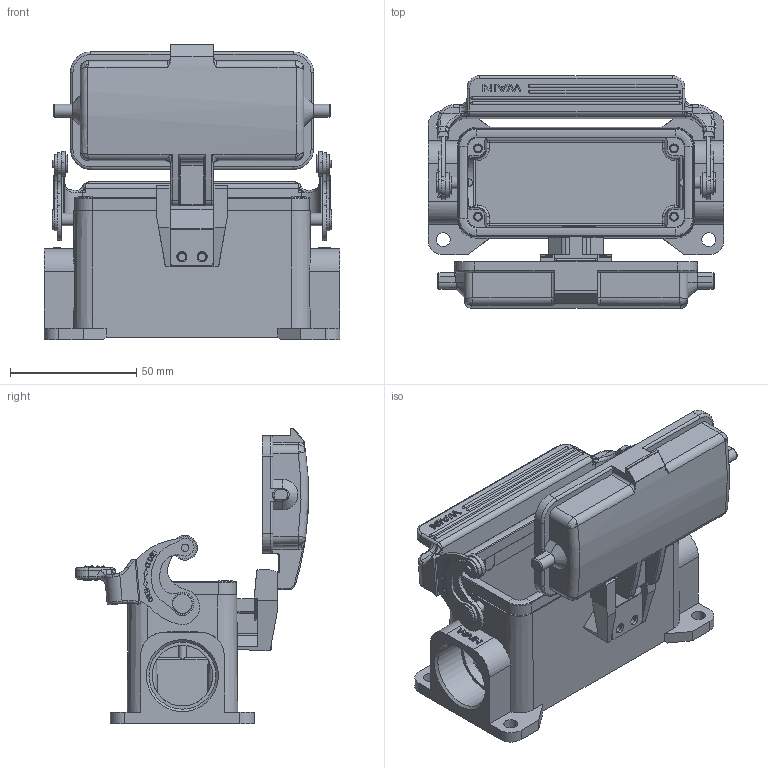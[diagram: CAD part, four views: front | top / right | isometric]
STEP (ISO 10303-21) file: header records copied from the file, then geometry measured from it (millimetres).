
FILE_DESCRIPTION(/* description */ (''),/* implementation_level */ '2;1');
FILE_NAME(/* name */ 'H16B-SF-1L.SC-CV-PG21.stp',/* time_stamp */ '2023-09-04T15:48:26+08:00',/* author */ (''),/* organization */ (''),/* preprocessor_version */ 'ST-DEVELOPER v18.1',/* originating_system */ 'SIEMENS PLM Software NX 1980',/* authorisation */ '');
FILE_SCHEMA (('AUTOMOTIVE_DESIGN { 1 0 10303 214 3 1 1 1 }'));
Products named in the file (1): 138404D82F13fysl
Bounding box: 117 x 92.19 x 116.82 mm (x, y, z)
Volume: 131899.4 mm3; surface area: 90482.5 mm2
Topology: 17 solids, 18 shells, 1776 faces, 4695 edges, 3029 vertices
Faces by surface type: plane 755, cylinder 735, torus 94, bspline 70, cone 54, extrusion 35, sphere 33
Full cylindrical faces by diameter (mm): 1.9 x2, 3 x7, 4 x2, 4.9 x2, 8 x2, 24 x1, 26.5 x2
Entity records: 63066 total; most frequent: CARTESIAN_POINT 20932, ORIENTED_EDGE 9268, DIRECTION 7564, EDGE_CURVE 4634, VERTEX_POINT 3017, AXIS2_PLACEMENT_3D 2683, VECTOR 2198, LINE 2163
